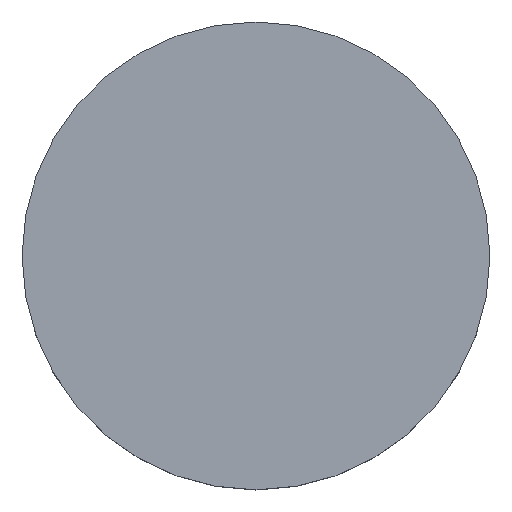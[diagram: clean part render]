
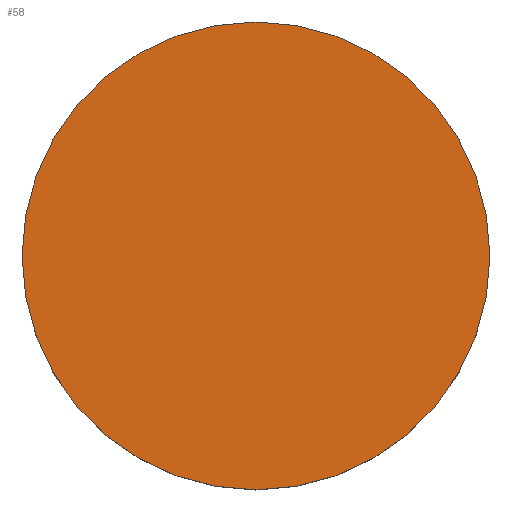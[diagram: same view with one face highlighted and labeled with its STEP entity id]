
A CAD part, top view. The second image highlights one B-rep face of the part: STEP entity #58.
In plain terms, the highlighted planar face has unit normal (0, 0, 1).
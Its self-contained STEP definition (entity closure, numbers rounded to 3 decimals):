
#21 = DIRECTION ( 'NONE',  ( 0., 0., 1. ) ) ;
#24 = AXIS2_PLACEMENT_3D ( 'NONE', #88, #61, #97 ) ;
#25 = DIRECTION ( 'NONE',  ( 1., 0., 0. ) ) ;
#35 = CARTESIAN_POINT ( 'NONE',  ( -6.25, 0., 2.5 ) ) ;
#36 = EDGE_CURVE ( 'NONE', #110, #120, #113, .T. ) ;
#40 = AXIS2_PLACEMENT_3D ( 'NONE', #158, #21, #25 ) ;
#44 = AXIS2_PLACEMENT_3D ( 'NONE', #66, #163, #108 ) ;
#54 = EDGE_LOOP ( 'NONE', ( #159, #156 ) ) ;
#58 = ADVANCED_FACE ( 'NONE', ( #154 ), #91, .T. ) ;
#61 = DIRECTION ( 'NONE',  ( 0., 0., 1. ) ) ;
#66 = CARTESIAN_POINT ( 'NONE',  ( 0., 0., 2.5 ) ) ;
#83 = CARTESIAN_POINT ( 'NONE',  ( 6.25, 0., 2.5 ) ) ;
#88 = CARTESIAN_POINT ( 'NONE',  ( 0., 0., 2.5 ) ) ;
#91 = PLANE ( 'NONE',  #44 ) ;
#97 = DIRECTION ( 'NONE',  ( 1., 0., 0. ) ) ;
#99 = EDGE_CURVE ( 'NONE', #120, #110, #140, .T. ) ;
#108 = DIRECTION ( 'NONE',  ( 1., 0., 0. ) ) ;
#110 = VERTEX_POINT ( 'NONE', #83 ) ;
#113 = CIRCLE ( 'NONE', #40, 6.25 ) ;
#120 = VERTEX_POINT ( 'NONE', #35 ) ;
#140 = CIRCLE ( 'NONE', #24, 6.25 ) ;
#154 = FACE_OUTER_BOUND ( 'NONE', #54, .T. ) ;
#156 = ORIENTED_EDGE ( 'NONE', *, *, #36, .T. ) ;
#158 = CARTESIAN_POINT ( 'NONE',  ( 0., 0., 2.5 ) ) ;
#159 = ORIENTED_EDGE ( 'NONE', *, *, #99, .T. ) ;
#163 = DIRECTION ( 'NONE',  ( 0., 0., 1. ) ) ;
